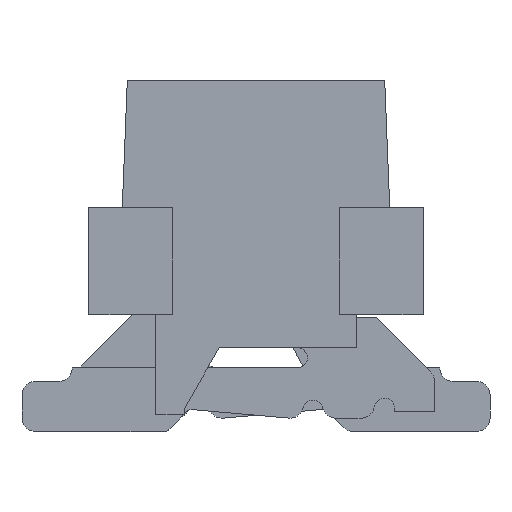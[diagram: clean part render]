
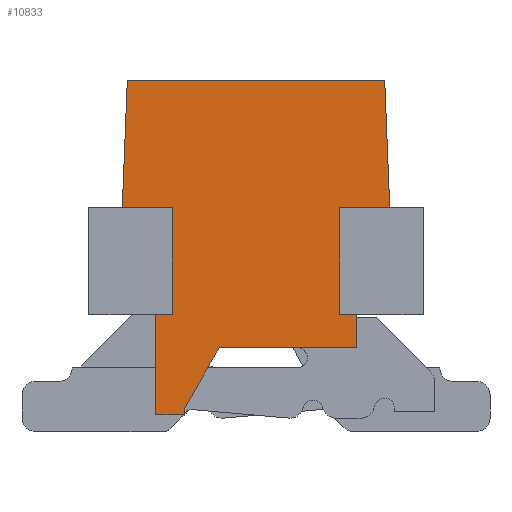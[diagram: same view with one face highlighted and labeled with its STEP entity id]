
A CAD part, left-side view. The second image highlights one B-rep face of the part: STEP entity #10833.
In plain terms, the highlighted planar face has unit normal (-1, 0, 0).
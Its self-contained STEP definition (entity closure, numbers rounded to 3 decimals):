
#214=DIRECTION('',(0.,1.,0.));
#215=VECTOR('',#214,0.75);
#216=CARTESIAN_POINT('',(-4.075,-2.,-1.9));
#217=LINE('',#216,#215);
#262=DIRECTION('',(0.,1.,0.));
#263=VECTOR('',#262,0.75);
#264=CARTESIAN_POINT('',(-4.075,1.25,-1.9));
#265=LINE('',#264,#263);
#377=DIRECTION('',(0.,1.,0.));
#378=VECTOR('',#377,0.25);
#379=CARTESIAN_POINT('',(-4.075,-1.5,-3.5));
#380=LINE('',#379,#378);
#449=DIRECTION('',(0.,1.,0.));
#450=VECTOR('',#449,0.25);
#451=CARTESIAN_POINT('',(-4.075,1.25,-3.5));
#452=LINE('',#451,#450);
#738=DIRECTION('',(0.,-1.,0.));
#739=VECTOR('',#738,2.05);
#740=CARTESIAN_POINT('',(-4.075,0.55,-4.));
#741=LINE('',#740,#739);
#3386=DIRECTION('',(0.,0.5,-0.866));
#3387=VECTOR('',#3386,1.039);
#3388=CARTESIAN_POINT('',(-4.075,0.55,-4.));
#3389=LINE('',#3388,#3387);
#3390=DIRECTION('',(0.,0.,-1.));
#3391=VECTOR('',#3390,0.1);
#3392=CARTESIAN_POINT('',(-4.075,1.07,-4.9));
#3393=LINE('',#3392,#3391);
#3394=DIRECTION('',(0.,1.,0.));
#3395=VECTOR('',#3394,0.43);
#3396=CARTESIAN_POINT('',(-4.075,1.07,-5.));
#3397=LINE('',#3396,#3395);
#3398=DIRECTION('',(0.,0.,1.));
#3399=VECTOR('',#3398,1.5);
#3400=CARTESIAN_POINT('',(-4.075,1.5,-5.));
#3401=LINE('',#3400,#3399);
#3402=DIRECTION('',(0.,-0.039,0.999));
#3403=VECTOR('',#3402,1.901);
#3404=CARTESIAN_POINT('',(-4.075,2.,-1.9));
#3405=LINE('',#3404,#3403);
#3406=DIRECTION('',(0.,-1.,0.));
#3407=VECTOR('',#3406,3.85);
#3408=CARTESIAN_POINT('',(-4.075,1.925,0.));
#3409=LINE('',#3408,#3407);
#3410=DIRECTION('',(0.,-0.039,-0.999));
#3411=VECTOR('',#3410,1.901);
#3412=CARTESIAN_POINT('',(-4.075,-1.925,0.));
#3413=LINE('',#3412,#3411);
#3414=DIRECTION('',(0.,0.,-1.));
#3415=VECTOR('',#3414,1.6);
#3416=CARTESIAN_POINT('',(-4.075,-1.25,-1.9));
#3417=LINE('',#3416,#3415);
#3418=DIRECTION('',(0.,0.,-1.));
#3419=VECTOR('',#3418,0.5);
#3420=CARTESIAN_POINT('',(-4.075,-1.5,-3.5));
#3421=LINE('',#3420,#3419);
#3422=DIRECTION('',(0.,0.,-1.));
#3423=VECTOR('',#3422,1.6);
#3424=CARTESIAN_POINT('',(-4.075,1.25,-1.9));
#3425=LINE('',#3424,#3423);
#5871=CARTESIAN_POINT('',(-4.075,1.925,0.));
#5872=CARTESIAN_POINT('',(-4.075,-1.925,0.));
#5873=VERTEX_POINT('',#5871);
#5874=VERTEX_POINT('',#5872);
#5875=CARTESIAN_POINT('',(-4.075,0.55,-4.));
#5876=CARTESIAN_POINT('',(-4.075,1.07,-4.9));
#5877=VERTEX_POINT('',#5875);
#5878=VERTEX_POINT('',#5876);
#5879=CARTESIAN_POINT('',(-4.075,1.07,-5.));
#5880=CARTESIAN_POINT('',(-4.075,1.5,-5.));
#5881=VERTEX_POINT('',#5879);
#5882=VERTEX_POINT('',#5880);
#5891=CARTESIAN_POINT('',(-4.075,-2.,-1.9));
#5892=VERTEX_POINT('',#5891);
#5893=CARTESIAN_POINT('',(-4.075,2.,-1.9));
#5894=VERTEX_POINT('',#5893);
#5895=CARTESIAN_POINT('',(-4.075,1.5,-3.5));
#5896=VERTEX_POINT('',#5895);
#5898=CARTESIAN_POINT('',(-4.075,-1.25,-1.9));
#5900=VERTEX_POINT('',#5898);
#5902=CARTESIAN_POINT('',(-4.075,1.25,-1.9));
#5904=VERTEX_POINT('',#5902);
#5906=CARTESIAN_POINT('',(-4.075,-1.25,-3.5));
#5908=VERTEX_POINT('',#5906);
#5910=CARTESIAN_POINT('',(-4.075,1.25,-3.5));
#5912=VERTEX_POINT('',#5910);
#5913=CARTESIAN_POINT('',(-4.075,-1.5,-3.5));
#5914=VERTEX_POINT('',#5913);
#6455=CARTESIAN_POINT('',(-4.075,-1.5,-4.));
#6456=VERTEX_POINT('',#6455);
#10809=CARTESIAN_POINT('',(-4.075,0.,0.));
#10810=DIRECTION('',(1.,0.,0.));
#10811=DIRECTION('',(0.,1.,0.));
#10812=AXIS2_PLACEMENT_3D('',#10809,#10810,#10811);
#10813=PLANE('',#10812);
#10814=ORIENTED_EDGE('',*,*,#8333,.F.);
#10815=ORIENTED_EDGE('',*,*,#8514,.T.);
#10816=ORIENTED_EDGE('',*,*,#8634,.T.);
#10817=ORIENTED_EDGE('',*,*,#9071,.T.);
#10818=ORIENTED_EDGE('',*,*,#8998,.T.);
#10819=ORIENTED_EDGE('',*,*,#8059,.F.);
#10821=ORIENTED_EDGE('',*,*,#10820,.F.);
#10822=ORIENTED_EDGE('',*,*,#7810,.T.);
#10823=ORIENTED_EDGE('',*,*,#7868,.T.);
#10824=ORIENTED_EDGE('',*,*,#10573,.T.);
#10826=ORIENTED_EDGE('',*,*,#10825,.T.);
#10827=ORIENTED_EDGE('',*,*,#7762,.T.);
#10828=ORIENTED_EDGE('',*,*,#8001,.T.);
#10829=ORIENTED_EDGE('',*,*,#8013,.F.);
#10830=ORIENTED_EDGE('',*,*,#8079,.T.);
#10831=EDGE_LOOP('',(#10814,#10815,#10816,#10817,#10818,#10819,#10821,#10822,
#10823,#10824,#10826,#10827,#10828,#10829,#10830));
#10832=FACE_OUTER_BOUND('',#10831,.F.);
#7762=EDGE_CURVE('',#5892,#5900,#217,.T.);
#7810=EDGE_CURVE('',#5904,#5894,#265,.T.);
#7868=EDGE_CURVE('',#5894,#5873,#3405,.T.);
#8001=EDGE_CURVE('',#5900,#5908,#3417,.T.);
#8013=EDGE_CURVE('',#5914,#5908,#380,.T.);
#8059=EDGE_CURVE('',#5912,#5896,#452,.T.);
#8079=EDGE_CURVE('',#5914,#6456,#3421,.T.);
#8333=EDGE_CURVE('',#5877,#6456,#741,.T.);
#8514=EDGE_CURVE('',#5877,#5878,#3389,.T.);
#8634=EDGE_CURVE('',#5878,#5881,#3393,.T.);
#8998=EDGE_CURVE('',#5882,#5896,#3401,.T.);
#9071=EDGE_CURVE('',#5881,#5882,#3397,.T.);
#10573=EDGE_CURVE('',#5873,#5874,#3409,.T.);
#10820=EDGE_CURVE('',#5904,#5912,#3425,.T.);
#10825=EDGE_CURVE('',#5874,#5892,#3413,.T.);
#10833=ADVANCED_FACE('',(#10832),#10813,.F.);
